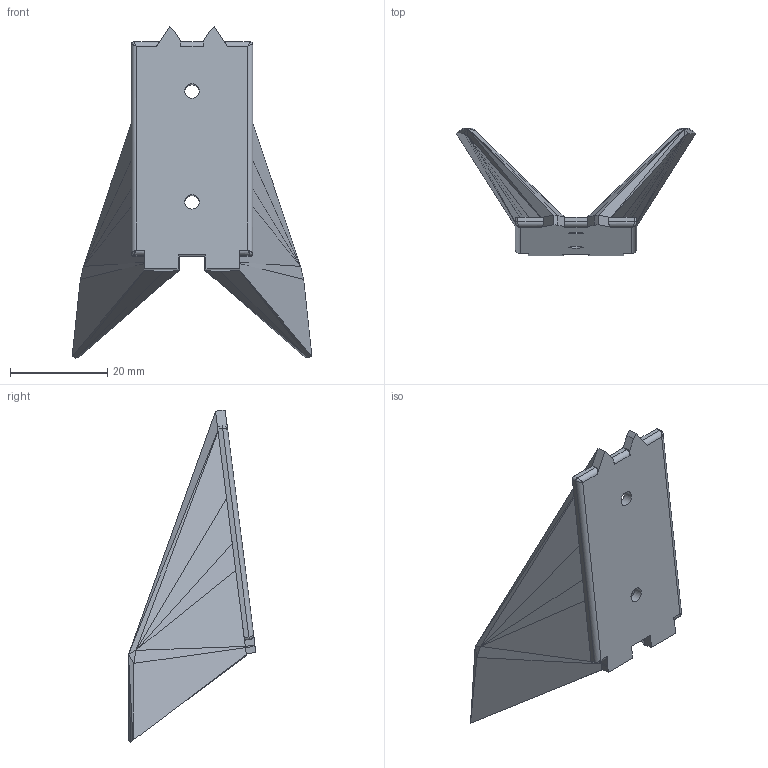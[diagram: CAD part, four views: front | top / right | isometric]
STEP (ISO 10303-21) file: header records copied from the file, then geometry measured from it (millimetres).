
FILE_DESCRIPTION(/* description */ (''),/* implementation_level */ '2;1');
FILE_NAME(/* name */ 'KauriSpoilerFin.stp',/* time_stamp */ '2022-04-26T12:38:05-06:00',/* author */ ('Steven'),/* organization */ (''),/* preprocessor_version */ 'ST-DEVELOPER v18',/* originating_system */ 'Autodesk Inventor 2020',/* authorisation */ '');
FILE_SCHEMA (('AUTOMOTIVE_DESIGN { 1 0 10303 214 3 1 1 }'));
Length unit declared in the file: millimetre
Products named in the file (1): KauriSpoilerFin
Bounding box: 49.38 x 26.3 x 68.37 mm (x, y, z)
Volume: 9751.8 mm3; surface area: 6472.3 mm2
Topology: 1 solids, 1 shells, 115 faces, 265 edges, 148 vertices
Faces by surface type: plane 94, cylinder 17, bspline 4
Full cylindrical faces by diameter (mm): 3 x2
Entity records: 3238 total; most frequent: CARTESIAN_POINT 626, DIRECTION 525, ORIENTED_EDGE 522, EDGE_CURVE 261, LINE 221, VECTOR 221, AXIS2_PLACEMENT_3D 152, VERTEX_POINT 148
